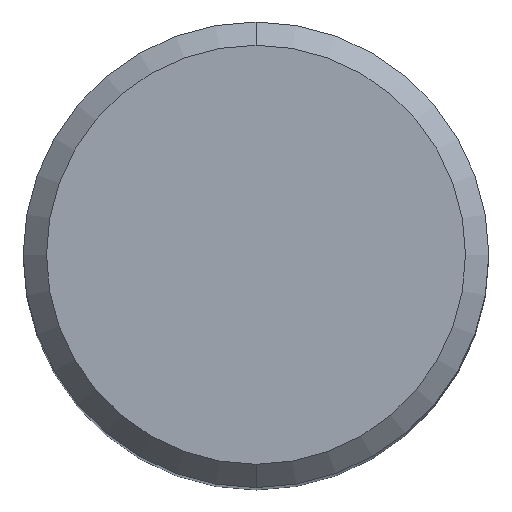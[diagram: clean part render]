
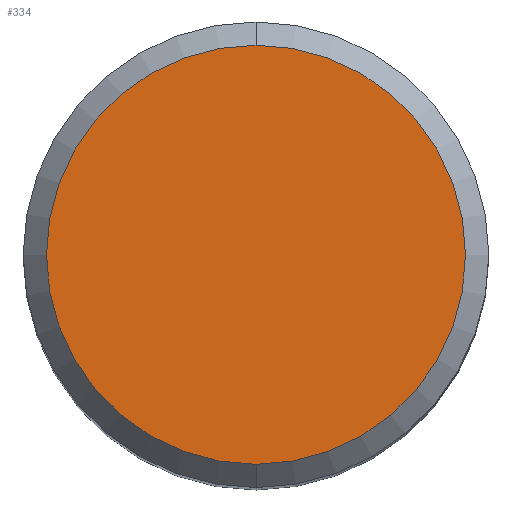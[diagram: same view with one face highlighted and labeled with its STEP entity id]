
A CAD part, top view. The second image highlights one B-rep face of the part: STEP entity #334.
In plain terms, the highlighted planar face has unit normal (0, 0, 1).
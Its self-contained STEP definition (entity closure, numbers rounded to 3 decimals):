
#218=EDGE_CURVE('',#286,#402,#524,.T.);
#286=VERTEX_POINT('',#592);
#334=ADVANCED_FACE('',(#647),#648,.T.);
#402=VERTEX_POINT('',#728);
#420=EDGE_CURVE('',#402,#286,#747,.T.);
#524=CIRCLE('',#913,7.2);
#592=CARTESIAN_POINT('',(0.,-7.2,0.0));
#647=FACE_OUTER_BOUND('',#1269,.T.);
#648=PLANE('',#1270);
#728=CARTESIAN_POINT('',(0.0,7.2,0.0));
#747=CIRCLE('',#1408,7.2);
#913=AXIS2_PLACEMENT_3D('',#1548,#1549,#1550);
#1269=EDGE_LOOP('',(#1650,#1651));
#1270=AXIS2_PLACEMENT_3D('',#1652,#1653,#1654);
#1408=AXIS2_PLACEMENT_3D('',#1774,#1775,#1776);
#1548=CARTESIAN_POINT('',(0.0,0.0,0.0));
#1549=DIRECTION('',(0.0,0.0,-1.0));
#1550=DIRECTION('',(0.0,1.0,0.0));
#1650=ORIENTED_EDGE('',*,*,#420,.F.);
#1651=ORIENTED_EDGE('',*,*,#218,.F.);
#1652=CARTESIAN_POINT('',(0.0,3.6,0.0));
#1653=DIRECTION('',(-0.0,0.0,1.0));
#1654=DIRECTION('',(0.0,-1.0,0.0));
#1774=CARTESIAN_POINT('',(0.0,0.0,0.0));
#1775=DIRECTION('',(0.0,0.0,-1.0));
#1776=DIRECTION('',(0.0,1.0,0.0));
